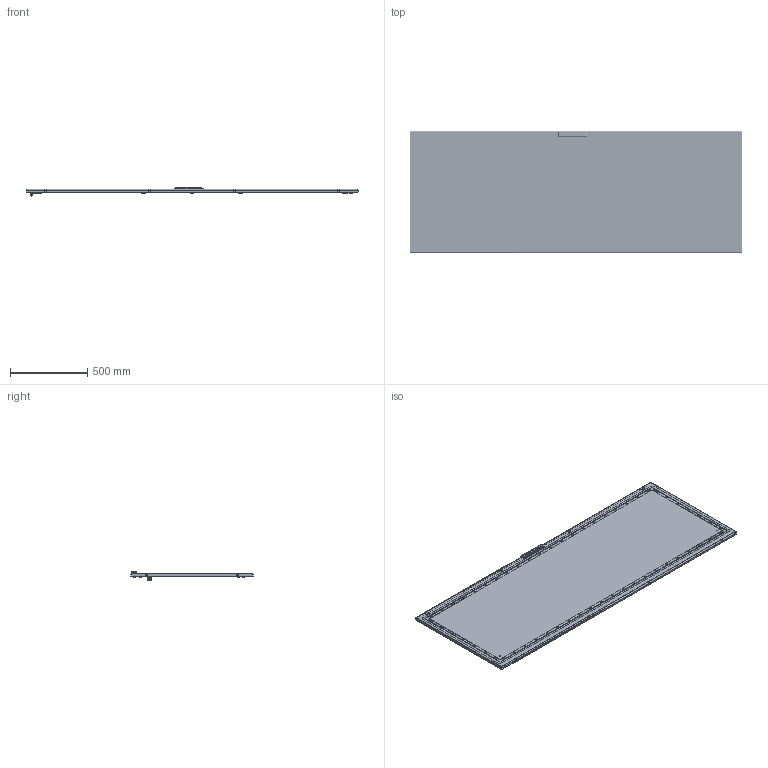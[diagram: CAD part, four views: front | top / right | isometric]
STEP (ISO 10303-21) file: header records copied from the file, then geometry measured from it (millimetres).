
FILE_DESCRIPTION (( 'STEP AP203' ), '1' );
FILE_NAME ('2200x800.step', '2011-02-16T12:16:21', ( 'User' ), ( 'DKC' ), 'SwSTEP 2.0', 'SolidWorks 2010', '' );
FILE_SCHEMA (( 'CONFIG_CONTROL_DESIGN' ));
Length unit declared in the file: millimetre
Products named in the file (33): Wood screw 4.2x13_Tapping screw DIN 7049-ST4.2x13-F-H-S; Sostegno autoallineante per porta AC00C446; Çåðêàëüíî îòðàçèòüboccola AC00C378; AC00C184 dado telaio interno porta_Default; land; ribattino AC00C377; Çåðêàëüíî îòðàçèòüribattino AC00C377; Çåðêàëüíî îòðàçèòüterminator for door.SLDPRT1; Çåðêàëüíî îòðàçèòüterminator for door.SLDPRT; boccola AC00C378; terminator for door.SLDPRT; Hex Flange Bolt M6x10_ISO 4162 - M6 x 12 x 12-S; Tappo_?????; AC00C183_Default; Nut M6_Hexagon Nut ISO - 4034 - M6 - S; end-cap_AC00C061; linguetta_AC00C387; ASTINA Inferiore_2200; ASTINA Superiore_2200; distanziale di gomma per RAM BLOCK_Default; Ingranaggio per cariglione modificated_AC00C388; hinge AC00C170_Default; inserto chiave per maniglia RAM BLOCK_AC00C389; 2200x800; AC00C400 Quadro IP55 Guida aste_Default; Montante verticale + Traversa orizzontale interno porta_Montante verticale 2200; Montante verticale + Traversa orizzontale interno porta_Traversa orizzontale 800; Sviluppo porta quadro_2200x800; sealant for sviluppo porta quadro_2200x800; RAMBLOCK montata modificated_Default; basetta esterna_AC00C506; maniglia RAM BLOCK modificated_AC00C505; Sealing ring
Assembly tree (72 placements, depth 3):
  2200x800
    AC00C400 Quadro IP55 Guida aste_Default  x4
    AC00C184 dado telaio interno porta_Default  x6
    Nut M6_Hexagon Nut ISO - 4034 - M6 - S  x4
    distanziale di gomma per RAM BLOCK_Default  x2
    land  x12
    Çåðêàëüíî îòðàçèòüterminator for door.SLDPRT1
      Çåðêàëüíî îòðàçèòüboccola AC00C378
      Çåðêàëüíî îòðàçèòüribattino AC00C377
    Çåðêàëüíî îòðàçèòüterminator for door.SLDPRT
      Çåðêàëüíî îòðàçèòüribattino AC00C377
      Çåðêàëüíî îòðàçèòüboccola AC00C378
    terminator for door.SLDPRT  x2
      ribattino AC00C377
      boccola AC00C378
    Montante verticale + Traversa orizzontale interno porta_Traversa orizzontale 800  x2
    RAMBLOCK montata modificated_Default
      Sealing ring
      inserto chiave per maniglia RAM BLOCK_AC00C389
      Ingranaggio per cariglione modificated_AC00C388
      basetta esterna_AC00C506
      maniglia RAM BLOCK modificated_AC00C505
    end-cap_AC00C061  x2
    AC00C183_Default  x4
    Wood screw 4.2x13_Tapping screw DIN 7049-ST4.2x13-F-H-S  x5
    hinge AC00C170_Default  x4
    Montante verticale + Traversa orizzontale interno porta_Montante verticale 2200  x2
    Sostegno autoallineante per porta AC00C446
    sealant for sviluppo porta quadro_2200x800
    Tappo_?????  x2
    ASTINA Superiore_2200
    linguetta_AC00C387
    ASTINA Inferiore_2200
    Sviluppo porta quadro_2200x800
    Hex Flange Bolt M6x10_ISO 4162 - M6 x 12 x 12-S
Bounding box: 2155 x 794 x 52.66 mm (x, y, z)
Volume: 4816008.6 mm3; surface area: 4825718.5 mm2
Topology: 81 solids, 81 shells, 8407 faces, 23320 edges, 15186 vertices
Faces by surface type: bspline 3427, cylinder 2286, plane 2147, cone 469, torus 60, sphere 18
Entity records: 88837 total; most frequent: CARTESIAN_POINT 31229, ORIENTED_EDGE 11658, DIRECTION 10263, EDGE_CURVE 5829, VERTEX_POINT 3744, AXIS2_PLACEMENT_3D 3672, LINE 2919, VECTOR 2919
